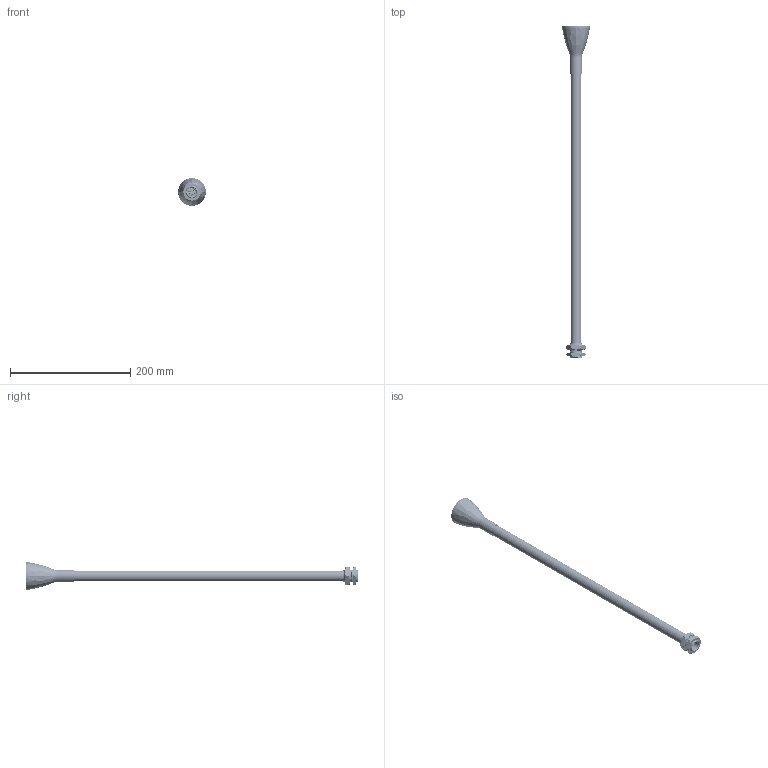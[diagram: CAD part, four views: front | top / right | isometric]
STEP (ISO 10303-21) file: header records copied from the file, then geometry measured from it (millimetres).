
FILE_DESCRIPTION((''),'2;1');
FILE_NAME('170704_ASM','2015-12-01T',('pdmadmin'),(''),'PRO/ENGINEER BY PARAMETRIC TECHNOLOGY CORPORATION, 2013230','PRO/ENGINEER BY PARAMETRIC TECHNOLOGY CORPORATION, 2013230','');
FILE_SCHEMA(('CONFIG_CONTROL_DESIGN'));
Products named in the file (7): 169295_1_2_NPSM; 169295_FLEXARM_WEBMODEL; 169295_5_8_27; 169295_VINYL_CLAD_WEBMODEL; 172912; 169297; 170704_ASM
Assembly tree (6 placements, depth 2):
  170704_ASM
    169295_1_2_NPSM
    169295_FLEXARM_WEBMODEL
    169295_5_8_27
    169295_VINYL_CLAD_WEBMODEL
    172912
    169297
Bounding box: 46 x 553 x 46 mm (x, y, z)
Volume: 65054.5 mm3; surface area: 126214.2 mm2
Topology: 6 solids, 6 shells, 472 faces, 1178 edges, 726 vertices
Faces by surface type: bspline 281, cylinder 105, plane 38, cone 36, torus 12
Entity records: 77432 total; most frequent: CARTESIAN_POINT 68310, ORIENTED_EDGE 2264, EDGE_CURVE 1132, DIRECTION 1095, VERTEX_POINT 685, B_SPLINE_CURVE_WITH_KNOTS 584, EDGE_LOOP 487, FACE_OUTER_BOUND 467
